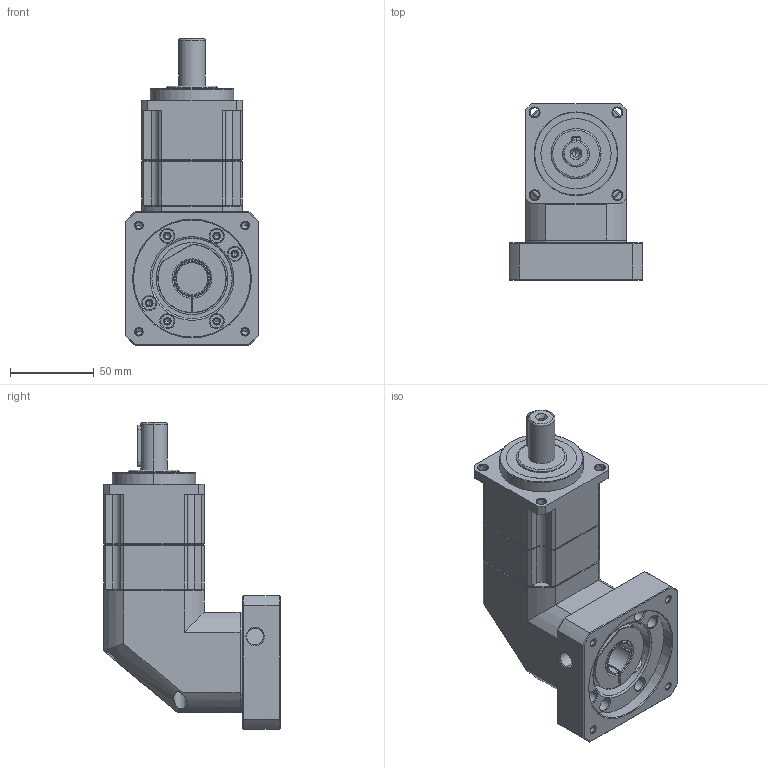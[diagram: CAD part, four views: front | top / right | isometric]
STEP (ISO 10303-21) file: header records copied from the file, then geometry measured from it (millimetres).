
FILE_DESCRIPTION (( 'STEP AP214' ), '1' );
FILE_NAME ('SBL060-L2-19-70-90-M5-M6.STEP', '2021-12-25T06:49:39', ( 'admin' ), ( '' ), 'SwSTEP 2.0', 'SolidWorks 2013', '' );
FILE_SCHEMA (( 'AUTOMOTIVE_DESIGN' ));
Length unit declared in the file: millimetre
Products named in the file (6): SB060_X2_4E007EA79F7F5708_X0_; SB060_X2_8F9351FA7AEF_X0_; SBL060_X2_6CD55170_X0_-70-90M5; SBL060_X2_8F9351658F7495017D2773AF_X0_-19; SBL060-19; SBL060-L2-19-70-90-M5-M6
Assembly tree (5 placements, depth 2):
  SBL060-L2-19-70-90-M5-M6
    SBL060-19
    SBL060_X2_8F9351658F7495017D2773AF_X0_-19
    SBL060_X2_6CD55170_X0_-70-90M5
    SB060_X2_8F9351FA7AEF_X0_
    SB060_X2_4E007EA79F7F5708_X0_
Bounding box: 80 x 105.5 x 183.5 mm (x, y, z)
Volume: 596264.5 mm3; surface area: 101426 mm2
Topology: 7 solids, 7 shells, 518 faces, 1290 edges, 785 vertices
Faces by surface type: cylinder 182, plane 176, cone 143, bspline 17
Entity records: 22237 total; most frequent: CARTESIAN_POINT 4097, DIRECTION 2617, ORIENTED_EDGE 2514, EDGE_CURVE 1257, AXIS2_PLACEMENT_3D 1025, VERTEX_POINT 781, EDGE_LOOP 586, LINE 567
